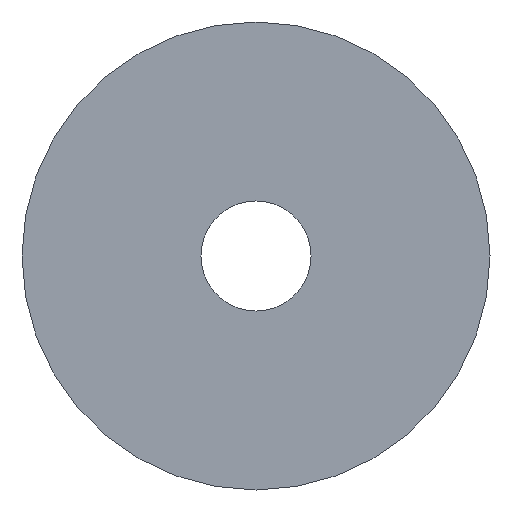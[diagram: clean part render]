
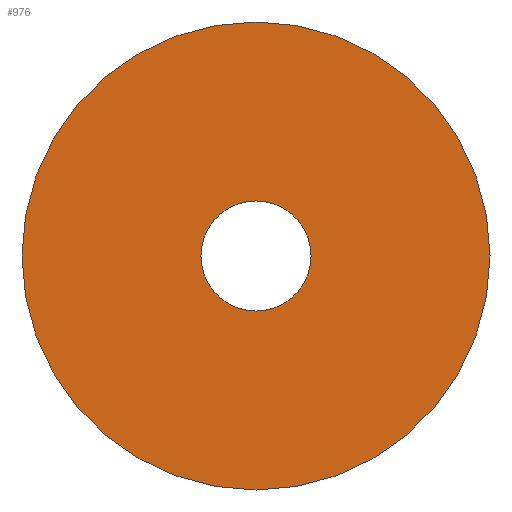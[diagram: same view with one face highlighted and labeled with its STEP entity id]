
A CAD part, left-side view. The second image highlights one B-rep face of the part: STEP entity #976.
In plain terms, the highlighted planar face has unit normal (-1, 0, 0).
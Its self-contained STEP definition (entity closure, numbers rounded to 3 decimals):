
#976 = ADVANCED_FACE( '', ( #2815, #2816 ), #2817, .T. );
#1104 = VERTEX_POINT( '', #2956 );
#1822 = VERTEX_POINT( '', #3739 );
#1834 = VERTEX_POINT( '', #3751 );
#2080 = EDGE_CURVE( '', #1104, #2576, #4015, .T. );
#2084 = EDGE_CURVE( '', #1822, #1834, #4020, .T. );
#2470 = EDGE_CURVE( '', #1834, #1822, #4447, .T. );
#2478 = EDGE_CURVE( '', #2576, #1104, #4455, .T. );
#2576 = VERTEX_POINT( '', #4556 );
#2815 = FACE_BOUND( '', #4818, .T. );
#2816 = FACE_OUTER_BOUND( '', #4819, .T. );
#2817 = PLANE( '', #4820 );
#2956 = CARTESIAN_POINT( '', ( 0., 8.5, 0. ) );
#3739 = CARTESIAN_POINT( '', ( 0., -2., 0. ) );
#3751 = CARTESIAN_POINT( '', ( 0., 2., 0. ) );
#4015 = CIRCLE( '', #6802, 8.5 );
#4020 = CIRCLE( '', #6808, 2. );
#4447 = CIRCLE( '', #7548, 2. );
#4455 = CIRCLE( '', #7560, 8.5 );
#4556 = CARTESIAN_POINT( '', ( 0., -8.5, 0. ) );
#4818 = EDGE_LOOP( '', ( #8205, #8206 ) );
#4819 = EDGE_LOOP( '', ( #8207, #8208 ) );
#4820 = AXIS2_PLACEMENT_3D( '', #8209, #8210, #8211 );
#6802 = AXIS2_PLACEMENT_3D( '', #9482, #9483, #9484 );
#6808 = AXIS2_PLACEMENT_3D( '', #9493, #9494, #9495 );
#7548 = AXIS2_PLACEMENT_3D( '', #10097, #10098, #10099 );
#7560 = AXIS2_PLACEMENT_3D( '', #10104, #10105, #10106 );
#8205 = ORIENTED_EDGE( '', *, *, #2470, .T. );
#8206 = ORIENTED_EDGE( '', *, *, #2084, .T. );
#8207 = ORIENTED_EDGE( '', *, *, #2080, .T. );
#8208 = ORIENTED_EDGE( '', *, *, #2478, .T. );
#8209 = CARTESIAN_POINT( '', ( 0., 4.25, 0. ) );
#8210 = DIRECTION( '', ( -1., 0., 0. ) );
#8211 = DIRECTION( '', ( 0., 1., 0. ) );
#9482 = CARTESIAN_POINT( '', ( 0., 0., 0. ) );
#9483 = DIRECTION( '', ( -1., 0., 0. ) );
#9484 = DIRECTION( '', ( 0., 1., 0. ) );
#9493 = CARTESIAN_POINT( '', ( 0., 0., 0. ) );
#9494 = DIRECTION( '', ( 1., 0., 0. ) );
#9495 = DIRECTION( '', ( 0., 1., 0. ) );
#10097 = CARTESIAN_POINT( '', ( 0., 0., 0. ) );
#10098 = DIRECTION( '', ( 1., 0., 0. ) );
#10099 = DIRECTION( '', ( 0., 1., 0. ) );
#10104 = CARTESIAN_POINT( '', ( 0., 0., 0. ) );
#10105 = DIRECTION( '', ( -1., 0., 0. ) );
#10106 = DIRECTION( '', ( 0., 1., 0. ) );
